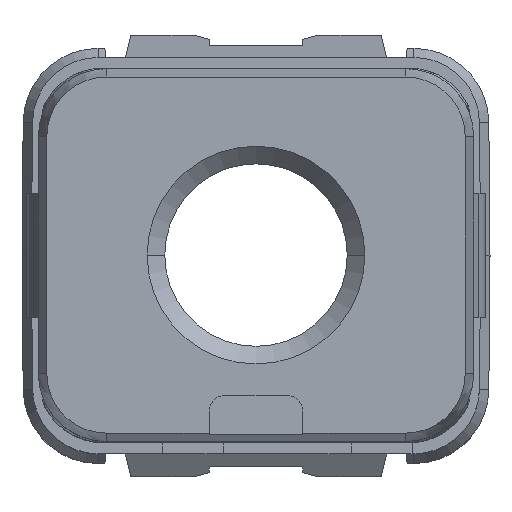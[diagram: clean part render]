
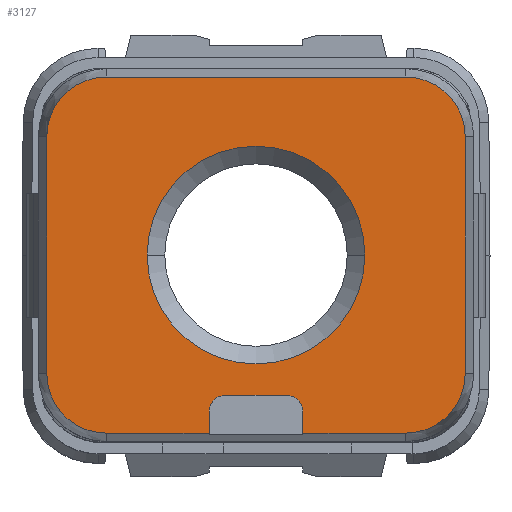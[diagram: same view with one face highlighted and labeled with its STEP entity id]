
A CAD part, top view. The second image highlights one B-rep face of the part: STEP entity #3127.
In plain terms, the highlighted planar face has unit normal (0, 0, 1).
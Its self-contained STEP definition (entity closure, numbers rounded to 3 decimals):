
#418=CARTESIAN_POINT('',(0.,0.,9.6));
#419=DIRECTION('',(0.,0.,1.));
#420=DIRECTION('',(-1.,0.,0.));
#421=AXIS2_PLACEMENT_3D('',#418,#419,#420);
#423=CARTESIAN_POINT('',(0.,0.,9.6));
#424=DIRECTION('',(0.,0.,1.));
#425=DIRECTION('',(1.,0.,0.));
#426=AXIS2_PLACEMENT_3D('',#423,#424,#425);
#428=DIRECTION('',(0.,1.,0.));
#429=VECTOR('',#428,0.707);
#430=CARTESIAN_POINT('',(1.5,-5.707,9.6));
#431=LINE('',#430,#429);
#432=DIRECTION('',(-1.,0.,0.));
#433=VECTOR('',#432,2.);
#434=CARTESIAN_POINT('',(1.,-4.5,9.6));
#435=LINE('',#434,#433);
#436=DIRECTION('',(0.,1.,0.));
#437=VECTOR('',#436,0.707);
#438=CARTESIAN_POINT('',(-1.5,-5.707,9.6));
#439=LINE('',#438,#437);
#440=DIRECTION('',(1.,0.,0.));
#441=VECTOR('',#440,3.295);
#442=CARTESIAN_POINT('',(-4.795,-5.707,9.6));
#443=LINE('',#442,#441);
#444=CARTESIAN_POINT('',(-4.795,-3.795,9.6));
#445=DIRECTION('',(0.,0.,1.));
#446=DIRECTION('',(-1.,0.,0.));
#447=AXIS2_PLACEMENT_3D('',#444,#445,#446);
#449=DIRECTION('',(0.,-1.,0.));
#450=VECTOR('',#449,7.59);
#451=CARTESIAN_POINT('',(-6.707,3.795,9.6));
#452=LINE('',#451,#450);
#453=CARTESIAN_POINT('',(-4.795,3.795,9.6));
#454=DIRECTION('',(0.,0.,1.));
#455=DIRECTION('',(0.,1.,0.));
#456=AXIS2_PLACEMENT_3D('',#453,#454,#455);
#458=DIRECTION('',(-1.,0.,0.));
#459=VECTOR('',#458,9.59);
#460=CARTESIAN_POINT('',(4.795,5.707,9.6));
#461=LINE('',#460,#459);
#462=CARTESIAN_POINT('',(4.795,3.795,9.6));
#463=DIRECTION('',(0.,0.,1.));
#464=DIRECTION('',(1.,0.,0.));
#465=AXIS2_PLACEMENT_3D('',#462,#463,#464);
#467=DIRECTION('',(0.,1.,0.));
#468=VECTOR('',#467,7.59);
#469=CARTESIAN_POINT('',(6.707,-3.795,9.6));
#470=LINE('',#469,#468);
#471=CARTESIAN_POINT('',(4.795,-3.795,9.6));
#472=DIRECTION('',(0.,0.,1.));
#473=DIRECTION('',(0.,-1.,0.));
#474=AXIS2_PLACEMENT_3D('',#471,#472,#473);
#476=DIRECTION('',(1.,0.,0.));
#477=VECTOR('',#476,3.295);
#478=CARTESIAN_POINT('',(1.5,-5.707,9.6));
#479=LINE('',#478,#477);
#489=CARTESIAN_POINT('',(1.,-5.,9.6));
#490=DIRECTION('',(0.,0.,-1.));
#491=DIRECTION('',(0.,1.,0.));
#492=AXIS2_PLACEMENT_3D('',#489,#490,#491);
#516=CARTESIAN_POINT('',(-1.,-5.,9.6));
#517=DIRECTION('',(0.,0.,-1.));
#518=DIRECTION('',(-1.,0.,0.));
#519=AXIS2_PLACEMENT_3D('',#516,#517,#518);
#2115=CARTESIAN_POINT('',(-4.795,5.707,9.6));
#2116=CARTESIAN_POINT('',(-6.707,3.795,9.6));
#2117=VERTEX_POINT('',#2115);
#2118=VERTEX_POINT('',#2116);
#2123=CARTESIAN_POINT('',(-6.707,-3.795,
9.6));
#2124=VERTEX_POINT('',#2123);
#2127=CARTESIAN_POINT('',(-4.795,-5.707,9.6));
#2128=VERTEX_POINT('',#2127);
#2133=CARTESIAN_POINT('',(4.795,-5.707,9.6));
#2134=CARTESIAN_POINT('',(6.707,-3.795,9.6));
#2135=VERTEX_POINT('',#2133);
#2136=VERTEX_POINT('',#2134);
#2139=CARTESIAN_POINT('',(6.707,3.795,9.6));
#2140=VERTEX_POINT('',#2139);
#2143=CARTESIAN_POINT('',(4.795,5.707,9.6));
#2144=VERTEX_POINT('',#2143);
#2250=CARTESIAN_POINT('',(-3.49,0.,9.6));
#2251=CARTESIAN_POINT('',(3.49,0.,9.6));
#2252=VERTEX_POINT('',#2250);
#2253=VERTEX_POINT('',#2251);
#2260=CARTESIAN_POINT('',(-1.5,-5.707,9.6));
#2261=VERTEX_POINT('',#2260);
#2262=CARTESIAN_POINT('',(1.5,-5.707,9.6));
#2263=VERTEX_POINT('',#2262);
#2268=CARTESIAN_POINT('',(-1.5,-5.,9.6));
#2269=VERTEX_POINT('',#2268);
#2270=CARTESIAN_POINT('',(-1.,-4.5,9.6));
#2271=VERTEX_POINT('',#2270);
#2276=CARTESIAN_POINT('',(1.,-4.5,9.6));
#2277=VERTEX_POINT('',#2276);
#2278=CARTESIAN_POINT('',(1.5,-5.,9.6));
#2279=VERTEX_POINT('',#2278);
#3087=CARTESIAN_POINT('',(0.,0.,9.6));
#3088=DIRECTION('',(0.,0.,1.));
#3089=DIRECTION('',(1.,0.,0.));
#3090=AXIS2_PLACEMENT_3D('',#3087,#3088,#3089);
#3091=PLANE('',#3090);
#3093=ORIENTED_EDGE('',*,*,#3092,.T.);
#3095=ORIENTED_EDGE('',*,*,#3094,.F.);
#3097=ORIENTED_EDGE('',*,*,#3096,.T.);
#3099=ORIENTED_EDGE('',*,*,#3098,.F.);
#3101=ORIENTED_EDGE('',*,*,#3100,.F.);
#3103=ORIENTED_EDGE('',*,*,#3102,.F.);
#3105=ORIENTED_EDGE('',*,*,#3104,.F.);
#3107=ORIENTED_EDGE('',*,*,#3106,.F.);
#3109=ORIENTED_EDGE('',*,*,#3108,.F.);
#3111=ORIENTED_EDGE('',*,*,#3110,.F.);
#3113=ORIENTED_EDGE('',*,*,#3112,.F.);
#3115=ORIENTED_EDGE('',*,*,#3114,.F.);
#3117=ORIENTED_EDGE('',*,*,#3116,.F.);
#3119=ORIENTED_EDGE('',*,*,#3118,.F.);
#3120=EDGE_LOOP('',(#3093,#3095,#3097,#3099,#3101,#3103,#3105,#3107,#3109,#3111,
#3113,#3115,#3117,#3119));
#3121=FACE_OUTER_BOUND('',#3120,.F.);
#3123=ORIENTED_EDGE('',*,*,#3122,.T.);
#3124=ORIENTED_EDGE('',*,*,#3077,.T.);
#3125=EDGE_LOOP('',(#3123,#3124));
#3126=FACE_BOUND('',#3125,.F.);
#3127=ADVANCED_FACE('',(#3121,#3126),#3091,.T.);
#422=CIRCLE('',#421,3.49);
#427=CIRCLE('',#426,3.49);
#448=CIRCLE('',#447,1.912);
#457=CIRCLE('',#456,1.912);
#466=CIRCLE('',#465,1.912);
#475=CIRCLE('',#474,1.912);
#493=CIRCLE('',#492,0.5);
#520=CIRCLE('',#519,0.5);
#3077=EDGE_CURVE('',#2253,#2252,#427,.T.);
#3092=EDGE_CURVE('',#2263,#2279,#431,.T.);
#3094=EDGE_CURVE('',#2277,#2279,#493,.T.);
#3096=EDGE_CURVE('',#2277,#2271,#435,.T.);
#3098=EDGE_CURVE('',#2269,#2271,#520,.T.);
#3100=EDGE_CURVE('',#2261,#2269,#439,.T.);
#3102=EDGE_CURVE('',#2128,#2261,#443,.T.);
#3104=EDGE_CURVE('',#2124,#2128,#448,.T.);
#3106=EDGE_CURVE('',#2118,#2124,#452,.T.);
#3108=EDGE_CURVE('',#2117,#2118,#457,.T.);
#3110=EDGE_CURVE('',#2144,#2117,#461,.T.);
#3112=EDGE_CURVE('',#2140,#2144,#466,.T.);
#3114=EDGE_CURVE('',#2136,#2140,#470,.T.);
#3116=EDGE_CURVE('',#2135,#2136,#475,.T.);
#3118=EDGE_CURVE('',#2263,#2135,#479,.T.);
#3122=EDGE_CURVE('',#2252,#2253,#422,.T.);
